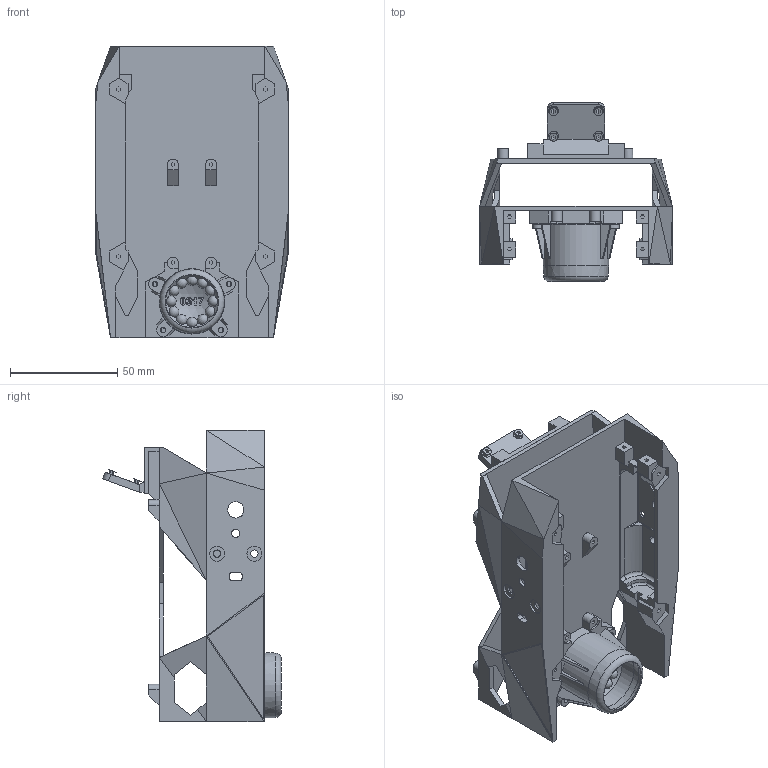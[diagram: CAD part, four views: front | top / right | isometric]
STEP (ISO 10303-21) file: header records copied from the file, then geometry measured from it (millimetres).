
FILE_DESCRIPTION(/* description */ (''),/* implementation_level */ '2;1');
FILE_NAME(/* name */ 'JetBot-v5 v2.step',/* time_stamp */ '2019-03-29T15:58:30-07:00',/* author */ ('chitoku'),/* organization */ (''),/* preprocessor_version */ 'ST-DEVELOPER v17.2',/* originating_system */ 'Autodesk Translation Framework v7.6.0.251',/* authorisation */ '');
FILE_SCHEMA (('AUTOMOTIVE_DESIGN { 1 0 10303 214 3 1 1 }'));
Length unit declared in the file: millimetre
Products named in the file (1): JetBot-v5
Bounding box: 90 x 83.37 x 136 mm (x, y, z)
Volume: 104693.3 mm3; surface area: 79002 mm2
Topology: 4 solids, 4 shells, 980 faces, 2623 edges, 1705 vertices
Faces by surface type: plane 645, bspline 175, cylinder 115, torus 22, sphere 18, cone 5
Full cylindrical faces by diameter (mm): 2.5 x6, 2.54 x2, 3.4 x4, 4.509 x2, 7 x4, 7.65 x2, 18 x1, 19.5 x1, 25 x1, 26.399 x1, 30.492 x1
Entity records: 33300 total; most frequent: CARTESIAN_POINT 9582, ORIENTED_EDGE 5238, DIRECTION 4225, EDGE_CURVE 2619, LINE 1923, VECTOR 1923, VERTEX_POINT 1705, AXIS2_PLACEMENT_3D 1151
